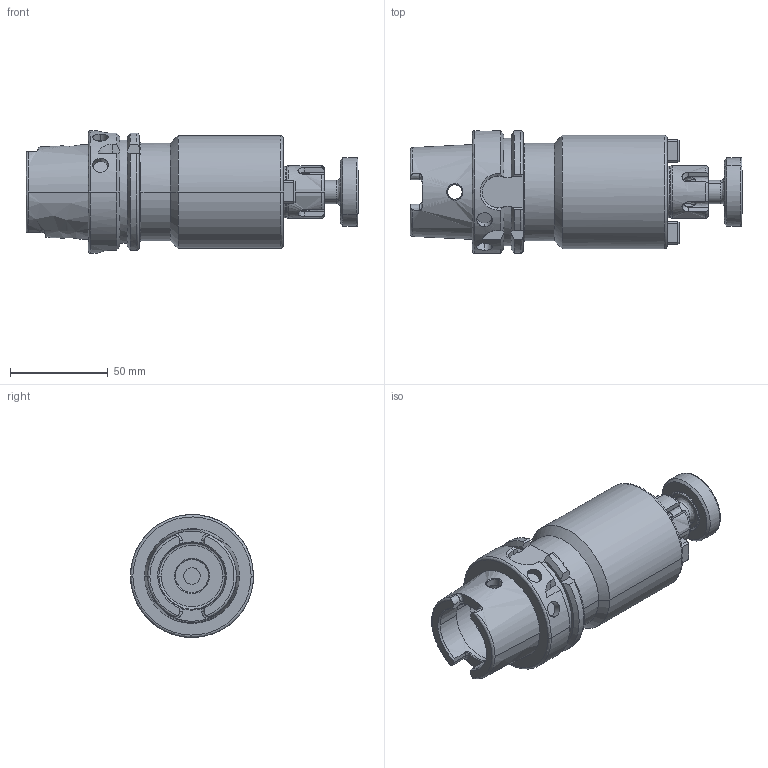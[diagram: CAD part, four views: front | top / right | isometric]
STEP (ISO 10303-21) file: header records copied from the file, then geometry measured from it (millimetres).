
FILE_DESCRIPTION (( 'STEP AP214' ), '1' );
FILE_NAME ('9163A-AS527100.STEP', '2020-07-20T05:26:50', ( '' ), ( '' ), 'SwSTEP 2.0', 'SolidWorks 2018', '' );
FILE_SCHEMA (( 'AUTOMOTIVE_DESIGN' ));
Length unit declared in the file: millimetre
Products named in the file (5): 9163A-AS527100; PLUG KEY 12-27.IGS; CCS-M12-27-2.IGS; CCS-M12-27-1.IGS; HSKA63SMS27100TCWW.IGS
Assembly tree (5 placements, depth 2):
  9163A-AS527100
    HSKA63SMS27100TCWW.IGS
    CCS-M12-27-1.IGS
    CCS-M12-27-2.IGS
    PLUG KEY 12-27.IGS  x2
Bounding box: 170.23 x 63 x 62.99 mm (x, y, z)
Volume: 279588.1 mm3; surface area: 49404.1 mm2
Topology: 5 solids, 5 shells, 355 faces, 897 edges, 550 vertices
Faces by surface type: bspline 355
Entity records: 17349 total; most frequent: CARTESIAN_POINT 11817, ORIENTED_EDGE 1598, EDGE_CURVE 799, B_SPLINE_CURVE_WITH_KNOTS 563, VERTEX_POINT 494, EDGE_LOOP 341, ADVANCED_FACE 319, FACE_OUTER_BOUND 319
